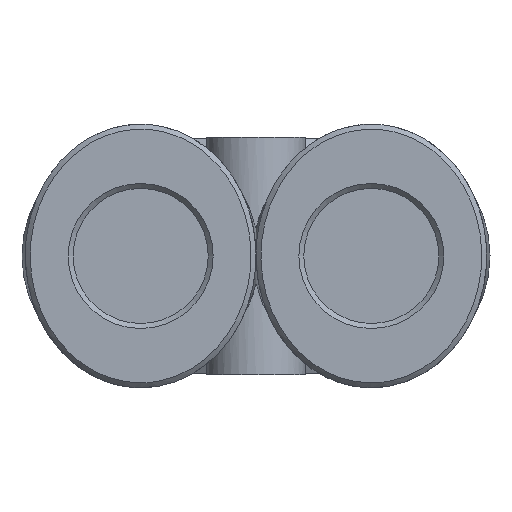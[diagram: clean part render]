
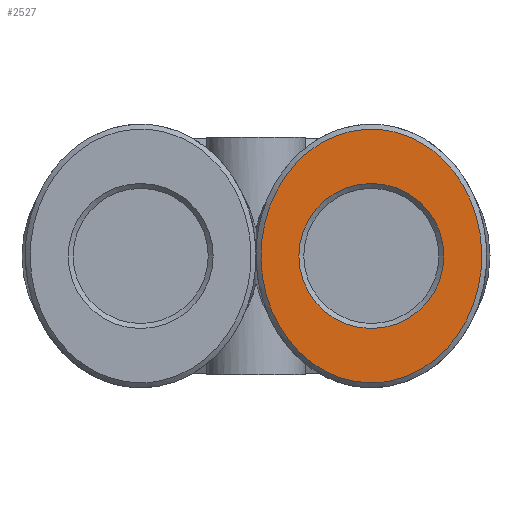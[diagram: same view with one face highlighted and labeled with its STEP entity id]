
A CAD part, left-side view. The second image highlights one B-rep face of the part: STEP entity #2527.
In plain terms, the highlighted face is planar.
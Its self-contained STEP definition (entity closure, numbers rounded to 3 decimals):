
#2454=CARTESIAN_POINT('',(7.7,4.7,0.));
#2455=VERTEX_POINT('',#2454);
#2485=CARTESIAN_POINT('',(7.7,4.7,0.));
#2486=CARTESIAN_POINT('',(7.7,4.7,0.996));
#2487=CARTESIAN_POINT('',(7.182,4.7,2.988));
#2488=CARTESIAN_POINT('',(4.984,4.7,5.405));
#2489=CARTESIAN_POINT('',(1.782,4.7,6.756));
#2490=CARTESIAN_POINT('',(-1.783,4.7,6.756));
#2491=CARTESIAN_POINT('',(-4.982,4.7,5.405));
#2492=CARTESIAN_POINT('',(-7.431,4.7,2.719));
#2493=CARTESIAN_POINT('',(-7.958,4.7,-0.364));
#2494=CARTESIAN_POINT('',(-6.935,4.7,-3.256));
#2495=CARTESIAN_POINT('',(-4.985,4.7,-5.405));
#2496=CARTESIAN_POINT('',(-1.781,4.7,-6.756));
#2497=CARTESIAN_POINT('',(1.781,4.7,-6.756));
#2498=CARTESIAN_POINT('',(4.984,4.7,-5.405));
#2499=CARTESIAN_POINT('',(7.182,4.7,-2.988));
#2500=CARTESIAN_POINT('',(7.7,4.7,-0.996));
#2501=CARTESIAN_POINT('',(7.7,4.7,0.));
#2502=B_SPLINE_CURVE_WITH_KNOTS('',3,(#2485,#2486,#2487,#2488,#2489,#2490,#2491,#2492,#2493,#2494,#2495,#2496,#2497,#2498,#2499,#2500,#2501),.UNSPECIFIED.,.T.,.U.,(4,1,1,1,1,1,1,1,1,1,1,1,1,1,4),(-3.142,-2.693,-2.244,-1.795,-1.346,-0.898,-0.449,0.15,0.449,0.898,1.346,1.795,2.244,2.693,3.142),.UNSPECIFIED.);
#2503=EDGE_CURVE('',#2455,#2455,#2502,.T.);
#2508=CARTESIAN_POINT('',(0.,4.7,0.));
#2509=DIRECTION('',(0.0,-1.0,0.0));
#2510=DIRECTION('',(0.0,0.0,-1.0));
#2511=AXIS2_PLACEMENT_3D('',#2508,#2509,#2510);
#2512=PLANE('',#2511);
#2513=ORIENTED_EDGE('',*,*,#2503,.F.);
#2514=EDGE_LOOP('',(#2513));
#2515=FACE_OUTER_BOUND('',#2514,.T.);
#2516=CARTESIAN_POINT('',(4.4,4.7,0.));
#2517=VERTEX_POINT('',#2516);
#2518=CARTESIAN_POINT('',(0.,4.7,0.0));
#2519=DIRECTION('',(0.0,1.0,0.0));
#2520=DIRECTION('',(-1.0,0.0,0.0));
#2521=AXIS2_PLACEMENT_3D('',#2518,#2519,#2520);
#2522=CIRCLE('',#2521,4.4);
#2523=EDGE_CURVE('',#2517,#2517,#2522,.T.);
#2524=ORIENTED_EDGE('',*,*,#2523,.F.);
#2525=EDGE_LOOP('',(#2524));
#2526=FACE_BOUND('',#2525,.T.);
#2527=ADVANCED_FACE('',(#2515,#2526),#2512,.F.);
